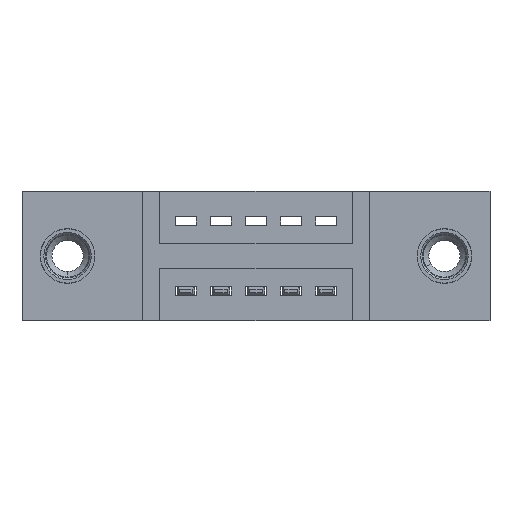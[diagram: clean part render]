
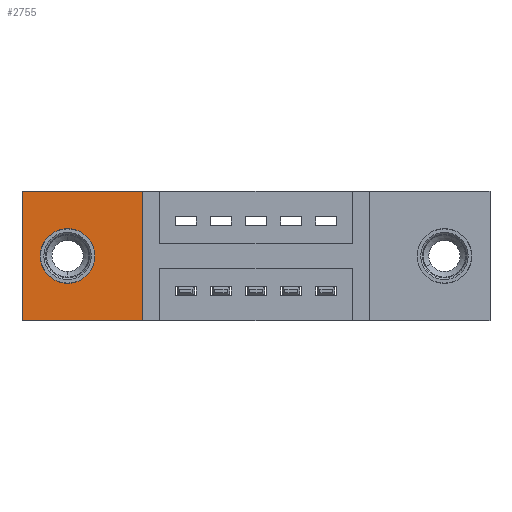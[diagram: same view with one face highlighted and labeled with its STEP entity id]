
A CAD part, front view. The second image highlights one B-rep face of the part: STEP entity #2755.
In plain terms, the highlighted planar face has unit normal (0, -1, 0).
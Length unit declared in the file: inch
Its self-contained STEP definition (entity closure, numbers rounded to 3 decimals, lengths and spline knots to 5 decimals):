
#70 = ORIENTED_EDGE ( 'NONE', *, *, #3928, .F. ) ;
#315 = VECTOR ( 'NONE', #9888, 39.37008 ) ;
#547 = LINE ( 'NONE', #3010, #315 ) ;
#853 = CARTESIAN_POINT ( 'NONE',  ( 0.13, 0.11, -0.185 ) ) ;
#1229 = ORIENTED_EDGE ( 'NONE', *, *, #6298, .T. ) ;
#1652 = ORIENTED_EDGE ( 'NONE', *, *, #3148, .T. ) ;
#1692 = EDGE_LOOP ( 'NONE', ( #1229, #4284, #1652, #8333 ) ) ;
#1949 = FACE_OUTER_BOUND ( 'NONE', #1692, .T. ) ;
#2160 = EDGE_LOOP ( 'NONE', ( #70, #7030 ) ) ;
#2257 = VERTEX_POINT ( 'NONE', #6149 ) ;
#2388 = CARTESIAN_POINT ( 'NONE',  ( 0., 0.11, -0.37 ) ) ;
#2484 = CARTESIAN_POINT ( 'NONE',  ( 0., 0.11, 0. ) ) ;
#2755 = ADVANCED_FACE ( 'NONE', ( #6228, #1949 ), #3694, .T. ) ;
#3010 = CARTESIAN_POINT ( 'NONE',  ( 0.3425, 0.11, 0. ) ) ;
#3148 = EDGE_CURVE ( 'NONE', #8495, #4014, #547, .T. ) ;
#3244 = VERTEX_POINT ( 'NONE', #7077 ) ;
#3525 = DIRECTION ( 'NONE',  ( 0., 0., -1. ) ) ;
#3611 = CARTESIAN_POINT ( 'NONE',  ( 0.3425, 0.11, -0.37 ) ) ;
#3694 = PLANE ( 'NONE',  #7529 ) ;
#3928 = EDGE_CURVE ( 'NONE', #3244, #4531, #6608, .T. ) ;
#4014 = VERTEX_POINT ( 'NONE', #9130 ) ;
#4284 = ORIENTED_EDGE ( 'NONE', *, *, #5517, .T. ) ;
#4479 = DIRECTION ( 'NONE',  ( 0., 0., -1. ) ) ;
#4518 = CARTESIAN_POINT ( 'NONE',  ( 0.13, 0.11, -0.263 ) ) ;
#4531 = VERTEX_POINT ( 'NONE', #4518 ) ;
#4874 = VERTEX_POINT ( 'NONE', #2484 ) ;
#5146 = CARTESIAN_POINT ( 'NONE',  ( 0., 0.11, -0.37 ) ) ;
#5312 = DIRECTION ( 'NONE',  ( 0., -1., 0. ) ) ;
#5380 = DIRECTION ( 'NONE',  ( -1., 0., 0. ) ) ;
#5517 = EDGE_CURVE ( 'NONE', #2257, #8495, #5614, .T. ) ;
#5545 = DIRECTION ( 'NONE',  ( 1., 0., 0. ) ) ;
#5614 = LINE ( 'NONE', #2388, #6194 ) ;
#5683 = CARTESIAN_POINT ( 'NONE',  ( 0., 0.11, 0. ) ) ;
#5741 = VECTOR ( 'NONE', #3525, 39.37008 ) ;
#6149 = CARTESIAN_POINT ( 'NONE',  ( 0., 0.11, -0.37 ) ) ;
#6154 = DIRECTION ( 'NONE',  ( 0., -1., 0. ) ) ;
#6194 = VECTOR ( 'NONE', #5545, 39.37008 ) ;
#6228 = FACE_BOUND ( 'NONE', #2160, .T. ) ;
#6298 = EDGE_CURVE ( 'NONE', #4874, #2257, #8722, .T. ) ;
#6608 = CIRCLE ( 'NONE', #7290, 0.078 ) ;
#6748 = VECTOR ( 'NONE', #5380, 39.37008 ) ;
#6910 = DIRECTION ( 'NONE',  ( 0., 0., -1. ) ) ;
#6925 = DIRECTION ( 'NONE',  ( 0., 0., -1. ) ) ;
#6998 = CARTESIAN_POINT ( 'NONE',  ( 0., 0.11, 0. ) ) ;
#7030 = ORIENTED_EDGE ( 'NONE', *, *, #7139, .F. ) ;
#7077 = CARTESIAN_POINT ( 'NONE',  ( 0.13, 0.11, -0.107 ) ) ;
#7139 = EDGE_CURVE ( 'NONE', #4531, #3244, #8449, .T. ) ;
#7290 = AXIS2_PLACEMENT_3D ( 'NONE', #853, #5312, #6910 ) ;
#7475 = LINE ( 'NONE', #6998, #6748 ) ;
#7529 = AXIS2_PLACEMENT_3D ( 'NONE', #5146, #9728, #4479 ) ;
#7767 = CARTESIAN_POINT ( 'NONE',  ( 0.13, 0.11, -0.185 ) ) ;
#8333 = ORIENTED_EDGE ( 'NONE', *, *, #9118, .T. ) ;
#8449 = CIRCLE ( 'NONE', #8904, 0.078 ) ;
#8495 = VERTEX_POINT ( 'NONE', #3611 ) ;
#8722 = LINE ( 'NONE', #5683, #5741 ) ;
#8904 = AXIS2_PLACEMENT_3D ( 'NONE', #7767, #6154, #6925 ) ;
#9118 = EDGE_CURVE ( 'NONE', #4014, #4874, #7475, .T. ) ;
#9130 = CARTESIAN_POINT ( 'NONE',  ( 0.3425, 0.11, 0. ) ) ;
#9728 = DIRECTION ( 'NONE',  ( 0., -1., 0. ) ) ;
#9888 = DIRECTION ( 'NONE',  ( 0., 0., 1. ) ) ;
